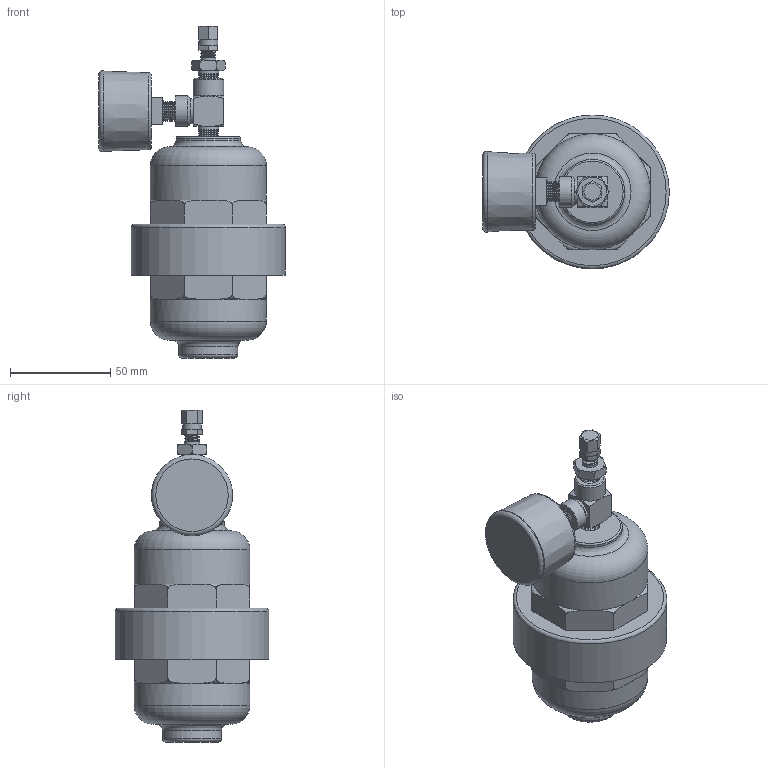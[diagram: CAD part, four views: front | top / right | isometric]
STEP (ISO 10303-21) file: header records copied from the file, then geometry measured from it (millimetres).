
FILE_DESCRIPTION((''),'2;1');
FILE_NAME('API-POLLY_R0.ipt.stp','2017-07-10T09:51:42',(''),(''),'Autodesk Inventor 2009','Autodesk Inventor 2009','');
FILE_SCHEMA(('AUTOMOTIVE_DESIGN { 1 0 10303 214 1 1 1 1 }'));
Length unit declared in the file: inch
Products named in the file (1): API-POLLY_R0
Bounding box: 93.16 x 76.83 x 165.74 mm (x, y, z)
Volume: 167975.5 mm3; surface area: 60974.9 mm2
Topology: 8 solids, 8 shells, 297 faces, 639 edges, 371 vertices
Faces by surface type: cone 115, plane 95, bspline 37, cylinder 27, torus 23
Full cylindrical faces by diameter (mm): 2.413 x1, 7.62 x1, 8.611 x6, 9.349 x1, 10.287 x2, 12.7 x1, 15.24 x2, 29.499 x1, 32.258 x1, 40.005 x1, 40.513 x1, 51.527 x2, 55.337 x2, 57.877 x2, 61.433 x1, 76.835 x1
Entity records: 9158 total; most frequent: CARTESIAN_POINT 3434, DIRECTION 1111, ORIENTED_EDGE 968, EDGE_CURVE 484, AXIS2_PLACEMENT_3D 480, EDGE_LOOP 466, VERTEX_POINT 361, FACE_OUTER_BOUND 297
